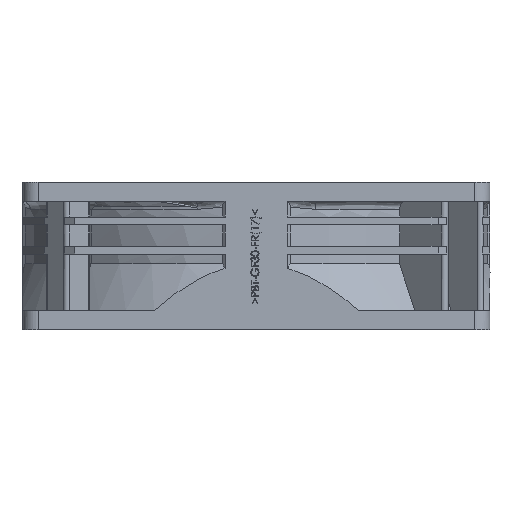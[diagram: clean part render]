
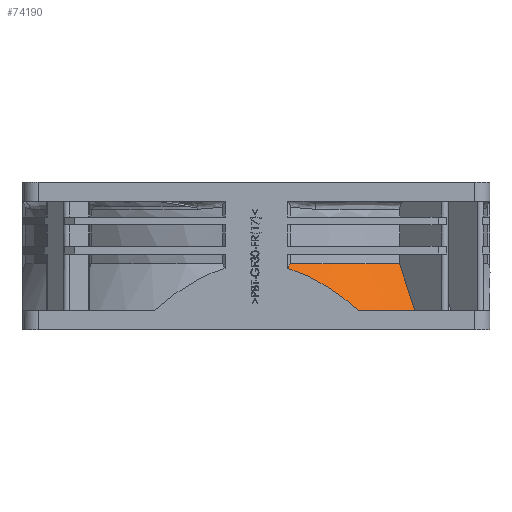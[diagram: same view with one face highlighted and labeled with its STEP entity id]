
A CAD part, left-side view. The second image highlights one B-rep face of the part: STEP entity #74190.
In plain terms, the highlighted conical face has half-angle 24.624 degrees and reference radius 65.5 mm.
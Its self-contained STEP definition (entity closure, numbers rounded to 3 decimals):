
#248 = B_SPLINE_CURVE_WITH_KNOTS ( 'NONE', 3,
 ( #155908, #155893, #155927, #155928 ),
 .UNSPECIFIED., .F., .F.,
 ( 4, 4 ),
 ( 0., 1. ),
 .UNSPECIFIED. ) ;
#5943 = CIRCLE ( 'NONE', #5946, 60. ) ;
#5946 = AXIS2_PLACEMENT_3D ( 'NONE', #51899, #51900, #51901 ) ;
#10778 = CARTESIAN_POINT ( 'NONE',  ( -48.646, -38.04, -24.825 ) ) ;
#10828 = CARTESIAN_POINT ( 'NONE',  ( -49.952, -39.345, -28.825 ) ) ;
#10832 = CARTESIAN_POINT ( 'NONE',  ( -51.314, -40.708, -33. ) ) ;
#10836 = CARTESIAN_POINT ( 'NONE',  ( -47.397, -36.79, -21. ) ) ;
#15625 = VERTEX_POINT ( 'NONE', #100839 ) ;
#15909 = VERTEX_POINT ( 'NONE', #101375 ) ;
#26321 = EDGE_LOOP ( 'NONE', ( #31629, #31631, #31636, #31076, #30960 ) ) ;
#29940 = EDGE_CURVE ( 'NONE', #53576, #40420, #168674, .T. ) ;
#30960 = ORIENTED_EDGE ( 'NONE', *, *, #74059, .T. ) ;
#31076 = ORIENTED_EDGE ( 'NONE', *, *, #68011, .T. ) ;
#31629 = ORIENTED_EDGE ( 'NONE', *, *, #29940, .T. ) ;
#31631 = ORIENTED_EDGE ( 'NONE', *, *, #31933, .T. ) ;
#31636 = ORIENTED_EDGE ( 'NONE', *, *, #74039, .T. ) ;
#31933 = EDGE_CURVE ( 'NONE', #40420, #40473, #5943, .T. ) ;
#33763 = CARTESIAN_POINT ( 'NONE',  ( -60.001, -8.9, -22.422 ) ) ;
#33774 = CARTESIAN_POINT ( 'NONE',  ( -60., -8.06, -22.176 ) ) ;
#33798 = CARTESIAN_POINT ( 'NONE',  ( -60.001, -9.735, -22.702 ) ) ;
#33801 = CARTESIAN_POINT ( 'NONE',  ( -60., -10.982, -23.173 ) ) ;
#33804 = CARTESIAN_POINT ( 'NONE',  ( -60., -11.604, -23.421 ) ) ;
#33807 = CARTESIAN_POINT ( 'NONE',  ( -60., -12.327, -23.733 ) ) ;
#33810 = CARTESIAN_POINT ( 'NONE',  ( -60., -12.688, -23.895 ) ) ;
#33813 = CARTESIAN_POINT ( 'NONE',  ( -60., -12.869, -23.977 ) ) ;
#33816 = CARTESIAN_POINT ( 'NONE',  ( -60., -12.946, -24.013 ) ) ;
#33819 = CARTESIAN_POINT ( 'NONE',  ( -60., -12.998, -24.036 ) ) ;
#33821 = CARTESIAN_POINT ( 'NONE',  ( -60., -13.025, -24.049 ) ) ;
#33824 = CARTESIAN_POINT ( 'NONE',  ( -60., -13.829, -24.422 ) ) ;
#33827 = CARTESIAN_POINT ( 'NONE',  ( -60., -14.609, -24.814 ) ) ;
#33830 = CARTESIAN_POINT ( 'NONE',  ( -60., -15.781, -25.45 ) ) ;
#33833 = CARTESIAN_POINT ( 'NONE',  ( -60., -16.368, -25.779 ) ) ;
#33836 = CARTESIAN_POINT ( 'NONE',  ( -60., -17.054, -26.184 ) ) ;
#33839 = CARTESIAN_POINT ( 'NONE',  ( -60., -17.397, -26.391 ) ) ;
#33842 = CARTESIAN_POINT ( 'NONE',  ( -60., -17.568, -26.496 ) ) ;
#33844 = CARTESIAN_POINT ( 'NONE',  ( -60., -17.642, -26.542 ) ) ;
#33846 = CARTESIAN_POINT ( 'NONE',  ( -60., -17.691, -26.572 ) ) ;
#33849 = CARTESIAN_POINT ( 'NONE',  ( -60., -17.717, -26.588 ) ) ;
#33851 = CARTESIAN_POINT ( 'NONE',  ( -60., -18.469, -27.053 ) ) ;
#33853 = CARTESIAN_POINT ( 'NONE',  ( -60., -19.199, -27.53 ) ) ;
#33856 = CARTESIAN_POINT ( 'NONE',  ( -60., -20.298, -28.286 ) ) ;
#33858 = CARTESIAN_POINT ( 'NONE',  ( -60., -20.848, -28.674 ) ) ;
#33860 = CARTESIAN_POINT ( 'NONE',  ( -60., -21.492, -29.144 ) ) ;
#33863 = CARTESIAN_POINT ( 'NONE',  ( -60., -21.815, -29.384 ) ) ;
#33865 = CARTESIAN_POINT ( 'NONE',  ( -60., -21.976, -29.505 ) ) ;
#33867 = CARTESIAN_POINT ( 'NONE',  ( -60., -22.045, -29.557 ) ) ;
#33869 = CARTESIAN_POINT ( 'NONE',  ( -60., -22.091, -29.592 ) ) ;
#33872 = CARTESIAN_POINT ( 'NONE',  ( -60., -22.115, -29.61 ) ) ;
#33875 = CARTESIAN_POINT ( 'NONE',  ( -60., -23.547, -30.691 ) ) ;
#33878 = CARTESIAN_POINT ( 'NONE',  ( -59.997, -24.925, -31.816 ) ) ;
#33881 = CARTESIAN_POINT ( 'NONE',  ( -60., -26.273, -33. ) ) ;
#40420 = VERTEX_POINT ( 'NONE', #74948 ) ;
#40473 = VERTEX_POINT ( 'NONE', #74969 ) ;
#51899 = CARTESIAN_POINT ( 'NONE',  ( 0., 0., -21. ) ) ;
#51900 = DIRECTION ( 'NONE',  ( 0., 0., -1. ) ) ;
#51901 = DIRECTION ( 'NONE',  ( -1., 0., 0. ) ) ;
#53576 = VERTEX_POINT ( 'NONE', #118433 ) ;
#68011 = EDGE_CURVE ( 'NONE', #15909, #15625, #192304, .T. ) ;
#74039 = EDGE_CURVE ( 'NONE', #40473, #15909, #191868, .T. ) ;
#74059 = EDGE_CURVE ( 'NONE', #15625, #53576, #248, .T. ) ;
#74190 = ADVANCED_FACE ( 'NONE', ( #171155 ), #164566, .T. ) ;
#74948 = CARTESIAN_POINT ( 'NONE',  ( -47.397, -36.79, -21. ) ) ;
#74969 = CARTESIAN_POINT ( 'NONE',  ( -59.368, -8.685, -21. ) ) ;
#100839 = CARTESIAN_POINT ( 'NONE',  ( -60., -26.273, -33. ) ) ;
#101375 = CARTESIAN_POINT ( 'NONE',  ( -60., -8.06, -22.176 ) ) ;
#118433 = CARTESIAN_POINT ( 'NONE',  ( -51.314, -40.708, -33. ) ) ;
#147961 = CARTESIAN_POINT ( 'NONE',  ( -59.579, -8.477, -21.389 ) ) ;
#147967 = CARTESIAN_POINT ( 'NONE',  ( -59.368, -8.685, -21. ) ) ;
#147977 = CARTESIAN_POINT ( 'NONE',  ( -59.789, -8.268, -21.781 ) ) ;
#147979 = CARTESIAN_POINT ( 'NONE',  ( -60., -8.06, -22.176 ) ) ;
#155893 = CARTESIAN_POINT ( 'NONE',  ( -57.741, -31.431, -33. ) ) ;
#155908 = CARTESIAN_POINT ( 'NONE',  ( -60., -26.273, -33. ) ) ;
#155927 = CARTESIAN_POINT ( 'NONE',  ( -54.814, -36.296, -33. ) ) ;
#155928 = CARTESIAN_POINT ( 'NONE',  ( -51.314, -40.708, -33. ) ) ;
#164566 = CONICAL_SURFACE ( 'NONE', #164568, 65.5, 0.43 ) ;
#164568 = AXIS2_PLACEMENT_3D ( 'NONE', #171153, #171115, #171181 ) ;
#168674 = B_SPLINE_CURVE_WITH_KNOTS ( 'NONE', 3,
 ( #10832, #10828, #10778, #10836 ),
 .UNSPECIFIED., .F., .F.,
 ( 4, 4 ),
 ( 0., 1. ),
 .UNSPECIFIED. ) ;
#171115 = DIRECTION ( 'NONE',  ( 0., 0., -1. ) ) ;
#171153 = CARTESIAN_POINT ( 'NONE',  ( 0., 0., -33. ) ) ;
#171155 = FACE_OUTER_BOUND ( 'NONE', #26321, .T. ) ;
#171181 = DIRECTION ( 'NONE',  ( -1., 0., 0. ) ) ;
#191868 = B_SPLINE_CURVE_WITH_KNOTS ( 'NONE', 3,
 ( #147967, #147961, #147977, #147979 ),
 .UNSPECIFIED., .F., .F.,
 ( 4, 4 ),
 ( 0., 1. ),
 .UNSPECIFIED. ) ;
#192304 = B_SPLINE_CURVE_WITH_KNOTS ( 'NONE', 3,
 ( #33774, #33763, #33798, #33801, #33804, #33807, #33810, #33813, #33816, #33819, #33821, #33824, #33827, #33830, #33833, #33836, #33839, #33842, #33844, #33846, #33849, #33851, #33853, #33856, #33858, #33860, #33863, #33865, #33867, #33869, #33872, #33875, #33878, #33881 ),
 .UNSPECIFIED., .F., .F.,
 ( 4, 2, 1, 1, 1, 1, 2, 2, 2, 1, 1, 1, 1, 2, 2, 2, 1, 1, 1, 1, 2, 2, 4 ),
 ( 0., 0.125, 0.187, 0.219, 0.234, 0.242, 0.246, 0.25, 0.375, 0.437, 0.469, 0.484, 0.492, 0.496, 0.5, 0.625, 0.687, 0.719, 0.734, 0.742, 0.746, 0.75, 1. ),
 .UNSPECIFIED. ) ;
